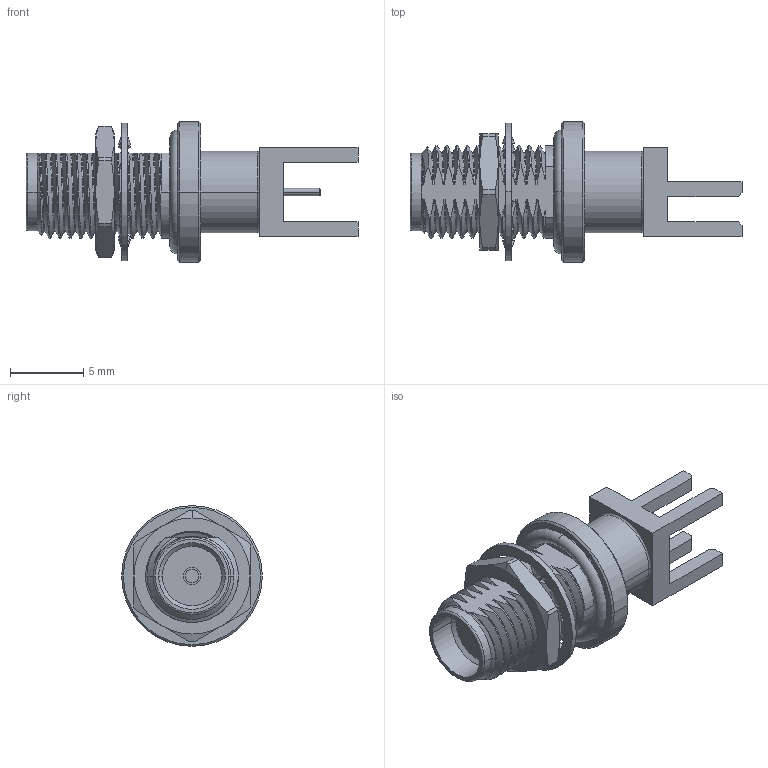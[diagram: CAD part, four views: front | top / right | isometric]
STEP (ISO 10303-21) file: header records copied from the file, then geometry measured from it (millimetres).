
FILE_DESCRIPTION (( 'STEP AP203' ), '1' );
FILE_NAME ('PE45134-FMCO1058.step', '2018-04-06T15:56:32', ( '' ), ( '' ), 'SwSTEP 2.0', 'SolidWorks 2017', '' );
FILE_SCHEMA (( 'CONFIG_CONTROL_DESIGN' ));
Length unit declared in the file: inch
Products named in the file (1): PE45134-FMCO1058
Bounding box: 22.73 x 9.63 x 9.63 mm (x, y, z)
Volume: 579.6 mm3; surface area: 1085.7 mm2
Topology: 5 solids, 5 shells, 261 faces, 743 edges, 498 vertices
Faces by surface type: bspline 83, cylinder 80, plane 60, cone 30, torus 8
Entity records: 23414 total; most frequent: CARTESIAN_POINT 17416, ORIENTED_EDGE 1486, DIRECTION 936, EDGE_CURVE 743, VERTEX_POINT 498, AXIS2_PLACEMENT_3D 335, EDGE_LOOP 275, VECTOR 266
